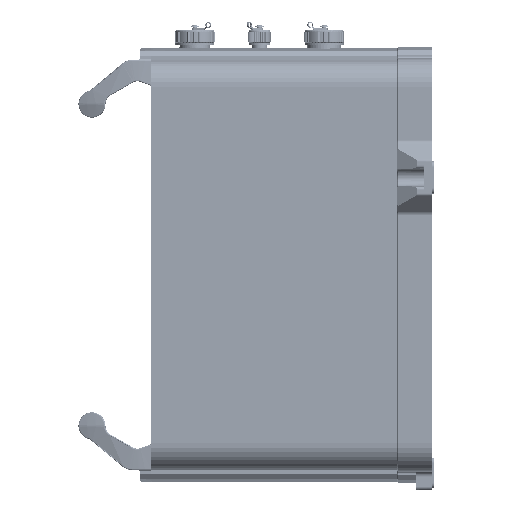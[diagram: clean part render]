
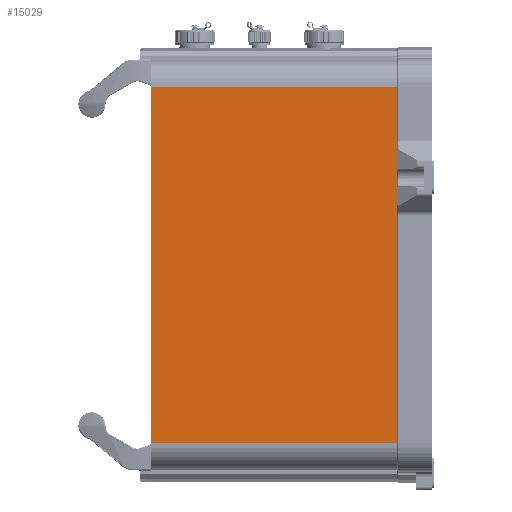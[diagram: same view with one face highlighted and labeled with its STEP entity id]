
A CAD part, left-side view. The second image highlights one B-rep face of the part: STEP entity #15029.
In plain terms, the highlighted face is planar.
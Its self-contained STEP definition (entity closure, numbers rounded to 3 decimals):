
#6909 = LINE ( 'NONE', #42486, #28267 ) ;
#15029 = ADVANCED_FACE ( 'NONE', ( #282116 ), #214015, .F. ) ;
#19869 = CARTESIAN_POINT ( 'NONE',  ( 165., 9., -143.3 ) ) ;
#28267 = VECTOR ( 'NONE', #113073, 1000. ) ;
#31741 = LINE ( 'NONE', #19869, #117117 ) ;
#42486 = CARTESIAN_POINT ( 'NONE',  ( -165., 0., -143.3 ) ) ;
#48474 = LINE ( 'NONE', #182621, #265567 ) ;
#56665 = LINE ( 'NONE', #111931, #159817 ) ;
#62948 = CARTESIAN_POINT ( 'NONE',  ( -165., 227.5, -143.3 ) ) ;
#67169 = DIRECTION ( 'NONE',  ( -1., 0., 0. ) ) ;
#83834 = VERTEX_POINT ( 'NONE', #62948 ) ;
#88483 = DIRECTION ( 'NONE',  ( 0., -1., 0. ) ) ;
#111931 = CARTESIAN_POINT ( 'NONE',  ( 165., 227.5, -143.3 ) ) ;
#113073 = DIRECTION ( 'NONE',  ( -1., 0., 0. ) ) ;
#117117 = VECTOR ( 'NONE', #88483, 1000. ) ;
#126833 = VERTEX_POINT ( 'NONE', #227519 ) ;
#136261 = CARTESIAN_POINT ( 'NONE',  ( 165., 227.5, -143.3 ) ) ;
#159817 = VECTOR ( 'NONE', #67169, 1000. ) ;
#168225 = DIRECTION ( 'NONE',  ( 0., 0., 1. ) ) ;
#170055 = VERTEX_POINT ( 'NONE', #136261 ) ;
#182621 = CARTESIAN_POINT ( 'NONE',  ( -165., 9., -143.3 ) ) ;
#188021 = EDGE_CURVE ( 'NONE', #170055, #83834, #56665, .T. ) ;
#207064 = EDGE_CURVE ( 'NONE', #170055, #126833, #31741, .T. ) ;
#211231 = EDGE_CURVE ( 'NONE', #126833, #282485, #6909, .T. ) ;
#214015 = PLANE ( 'NONE',  #247322 ) ;
#216948 = DIRECTION ( 'NONE',  ( 1., 0., 0. ) ) ;
#219895 = CARTESIAN_POINT ( 'NONE',  ( -165., 0., -143.3 ) ) ;
#227519 = CARTESIAN_POINT ( 'NONE',  ( 165., 0., -143.3 ) ) ;
#229391 = DIRECTION ( 'NONE',  ( 0., -1., 0. ) ) ;
#247322 = AXIS2_PLACEMENT_3D ( 'NONE', #261692, #168225, #216948 ) ;
#261692 = CARTESIAN_POINT ( 'NONE',  ( -165., 9., -143.3 ) ) ;
#264888 = ORIENTED_EDGE ( 'NONE', *, *, #207064, .T. ) ;
#265567 = VECTOR ( 'NONE', #229391, 1000. ) ;
#271900 = EDGE_LOOP ( 'NONE', ( #285985, #279480, #282925, #264888 ) ) ;
#279480 = ORIENTED_EDGE ( 'NONE', *, *, #288831, .F. ) ;
#282116 = FACE_OUTER_BOUND ( 'NONE', #271900, .T. ) ;
#282485 = VERTEX_POINT ( 'NONE', #219895 ) ;
#282925 = ORIENTED_EDGE ( 'NONE', *, *, #188021, .F. ) ;
#285985 = ORIENTED_EDGE ( 'NONE', *, *, #211231, .T. ) ;
#288831 = EDGE_CURVE ( 'NONE', #83834, #282485, #48474, .T. ) ;
